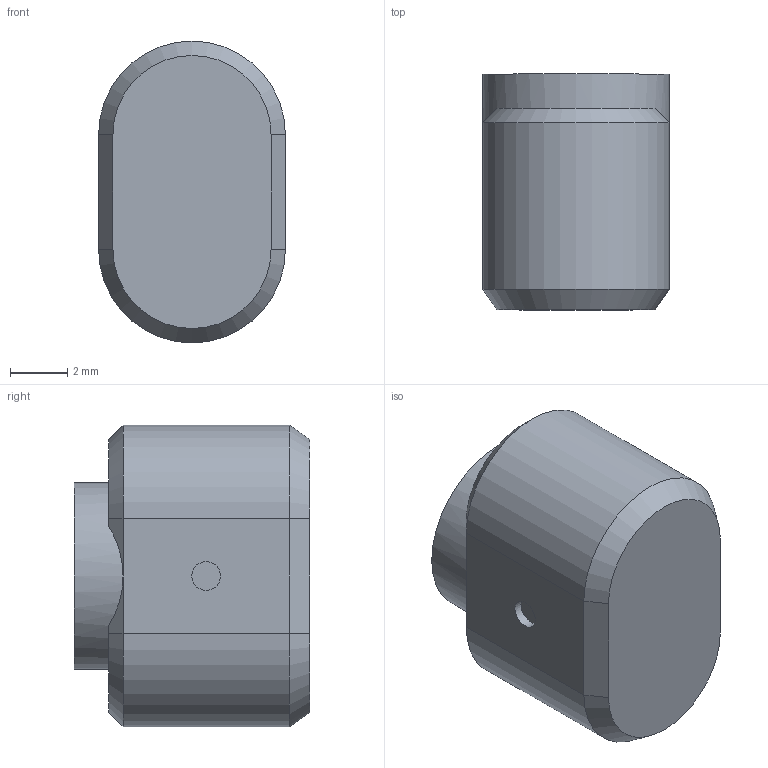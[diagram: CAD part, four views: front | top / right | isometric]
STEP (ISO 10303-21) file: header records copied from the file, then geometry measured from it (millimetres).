
FILE_DESCRIPTION(/* description */ (''),/* implementation_level */ '2;1');
FILE_NAME(/* name */ 'PSU_lock-R1.stp',/* time_stamp */ '2023-07-03T09:57:37+02:00',/* author */ ('borek.rajtora'),/* organization */ (''),/* preprocessor_version */ 'ST-DEVELOPER v19',/* originating_system */ 'Autodesk Inventor 2023',/* authorisation */ '');
FILE_SCHEMA (('AUTOMOTIVE_DESIGN { 1 0 10303 214 3 1 1 }'));
Length unit declared in the file: millimetre
Products named in the file (1): PSU_lock
Bounding box: 6.5 x 8.2 x 10.5 mm (x, y, z)
Volume: 401.7 mm3; surface area: 387.6 mm2
Topology: 1 solids, 1 shells, 26 faces, 52 edges, 31 vertices
Faces by surface type: plane 15, cylinder 6, cone 5
Full cylindrical faces by diameter (mm): 1 x2, 2.7 x1, 6.5 x1
Entity records: 714 total; most frequent: DIRECTION 129, CARTESIAN_POINT 110, ORIENTED_EDGE 104, EDGE_CURVE 52, AXIS2_PLACEMENT_3D 50, VERTEX_POINT 31, EDGE_LOOP 29, LINE 29
